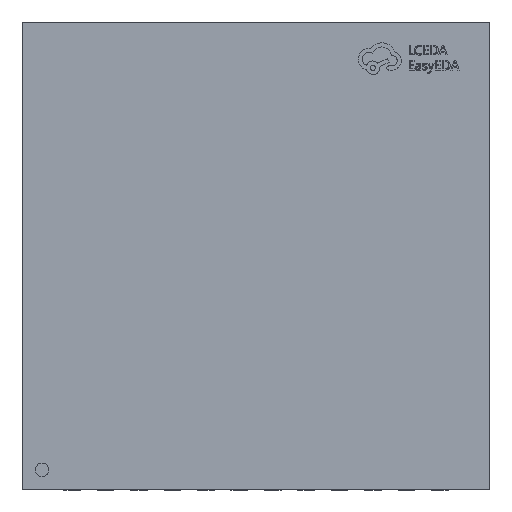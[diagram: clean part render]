
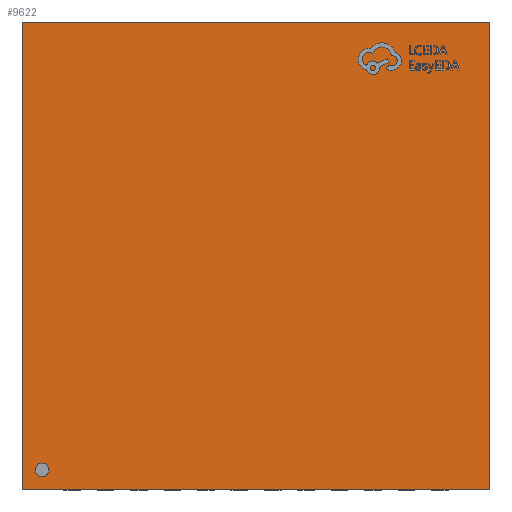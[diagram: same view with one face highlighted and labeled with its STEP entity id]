
A CAD part, top view. The second image highlights one B-rep face of the part: STEP entity #9622.
In plain terms, the highlighted planar face has unit normal (0, 0, 1).
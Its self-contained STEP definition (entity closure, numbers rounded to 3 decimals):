
#15 = EDGE_LOOP ( 'NONE', ( #13152, #618, #18016, #15663 ) ) ;
#360 = LINE ( 'NONE', #27615, #6341 ) ;
#618 = ORIENTED_EDGE ( 'NONE', *, *, #11982, .T. ) ;
#1167 = VECTOR ( 'NONE', #20013, 1000. ) ;
#1467 = CIRCLE ( 'NONE', #17881, 0.1 ) ;
#1490 = ORIENTED_EDGE ( 'NONE', *, *, #19939, .F. ) ;
#1540 = VECTOR ( 'NONE', #13389, 1000. ) ;
#2882 = VERTEX_POINT ( 'NONE', #28855 ) ;
#3248 = DIRECTION ( 'NONE',  ( 0., 1., 0. ) ) ;
#3269 = DIRECTION ( 'NONE',  ( -1., 0., 0. ) ) ;
#3700 = LINE ( 'NONE', #28083, #3962 ) ;
#3962 = VECTOR ( 'NONE', #25446, 1000. ) ;
#4865 = LINE ( 'NONE', #8965, #1540 ) ;
#6341 = VECTOR ( 'NONE', #3248, 1000. ) ;
#8098 = AXIS2_PLACEMENT_3D ( 'NONE', #12351, #21351, #3269 ) ;
#8965 = CARTESIAN_POINT ( 'NONE',  ( -3.5, -3.5, 0.88 ) ) ;
#9622 = ADVANCED_FACE ( 'NONE', ( #14763, #23676 ), #14302, .F. ) ;
#9683 = EDGE_CURVE ( 'NONE', #2882, #28100, #23609, .T. ) ;
#10846 = DIRECTION ( 'NONE',  ( 0., 0., 1. ) ) ;
#11982 = EDGE_CURVE ( 'NONE', #12162, #23600, #3700, .T. ) ;
#12017 = CARTESIAN_POINT ( 'NONE',  ( 3.5, 3.5, 0.88 ) ) ;
#12162 = VERTEX_POINT ( 'NONE', #12017 ) ;
#12234 = CARTESIAN_POINT ( 'NONE',  ( 3.5, -3.5, 0.88 ) ) ;
#12351 = CARTESIAN_POINT ( 'NONE',  ( 0., 0., 0.88 ) ) ;
#13040 = EDGE_CURVE ( 'NONE', #23684, #12162, #360, .T. ) ;
#13152 = ORIENTED_EDGE ( 'NONE', *, *, #13040, .T. ) ;
#13389 = DIRECTION ( 'NONE',  ( 1., 0., 0. ) ) ;
#14302 = PLANE ( 'NONE',  #8098 ) ;
#14763 = FACE_BOUND ( 'NONE', #23095, .T. ) ;
#15663 = ORIENTED_EDGE ( 'NONE', *, *, #21748, .T. ) ;
#16263 = CARTESIAN_POINT ( 'NONE',  ( -3.5, 3.5, 0.88 ) ) ;
#17067 = EDGE_CURVE ( 'NONE', #23600, #17502, #26732, .T. ) ;
#17502 = VERTEX_POINT ( 'NONE', #18838 ) ;
#17815 = CARTESIAN_POINT ( 'NONE',  ( -3.5, -3.5, 0.88 ) ) ;
#17881 = AXIS2_PLACEMENT_3D ( 'NONE', #22014, #10846, #24495 ) ;
#18016 = ORIENTED_EDGE ( 'NONE', *, *, #17067, .T. ) ;
#18838 = CARTESIAN_POINT ( 'NONE',  ( -3.5, -3.5, 0.88 ) ) ;
#19736 = CARTESIAN_POINT ( 'NONE',  ( -3.2, -3.2, 0.88 ) ) ;
#19939 = EDGE_CURVE ( 'NONE', #28100, #2882, #1467, .T. ) ;
#20013 = DIRECTION ( 'NONE',  ( 0., -1., 0. ) ) ;
#21351 = DIRECTION ( 'NONE',  ( 0., 0., -1. ) ) ;
#21621 = DIRECTION ( 'NONE',  ( 1., 0., 0. ) ) ;
#21748 = EDGE_CURVE ( 'NONE', #17502, #23684, #4865, .T. ) ;
#22014 = CARTESIAN_POINT ( 'NONE',  ( -3.2, -3.2, 0.88 ) ) ;
#23095 = EDGE_LOOP ( 'NONE', ( #1490, #25538 ) ) ;
#23600 = VERTEX_POINT ( 'NONE', #16263 ) ;
#23609 = CIRCLE ( 'NONE', #25471, 0.1 ) ;
#23676 = FACE_OUTER_BOUND ( 'NONE', #15, .T. ) ;
#23684 = VERTEX_POINT ( 'NONE', #12234 ) ;
#24495 = DIRECTION ( 'NONE',  ( 1., 0., 0. ) ) ;
#24918 = CARTESIAN_POINT ( 'NONE',  ( -3.1, -3.2, 0.88 ) ) ;
#25446 = DIRECTION ( 'NONE',  ( -1., 0., 0. ) ) ;
#25471 = AXIS2_PLACEMENT_3D ( 'NONE', #19736, #26468, #21621 ) ;
#25538 = ORIENTED_EDGE ( 'NONE', *, *, #9683, .F. ) ;
#26468 = DIRECTION ( 'NONE',  ( 0., 0., 1. ) ) ;
#26732 = LINE ( 'NONE', #17815, #1167 ) ;
#27615 = CARTESIAN_POINT ( 'NONE',  ( 3.5, -3.5, 0.88 ) ) ;
#28083 = CARTESIAN_POINT ( 'NONE',  ( -3.5, 3.5, 0.88 ) ) ;
#28100 = VERTEX_POINT ( 'NONE', #24918 ) ;
#28855 = CARTESIAN_POINT ( 'NONE',  ( -3.3, -3.2, 0.88 ) ) ;
